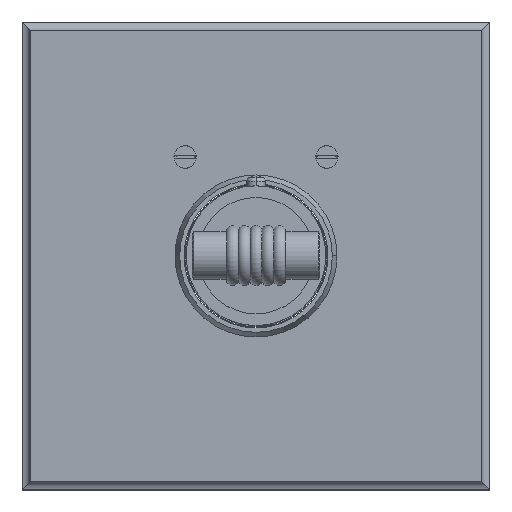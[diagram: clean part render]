
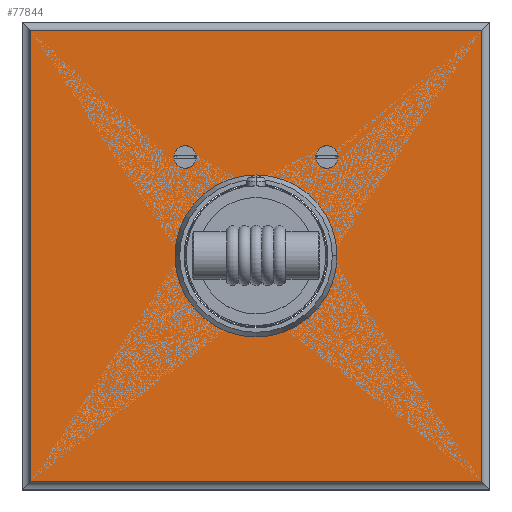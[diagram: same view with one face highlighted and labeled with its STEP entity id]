
A CAD part, top view. The second image highlights one B-rep face of the part: STEP entity #77844.
In plain terms, the highlighted planar face has unit normal (0, 0, 1).
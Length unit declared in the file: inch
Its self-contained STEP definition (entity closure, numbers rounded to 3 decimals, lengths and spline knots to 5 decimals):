
#77307=DIRECTION('',(0.,-1.,0.));
#77308=VECTOR('',#77307,6.27);
#77309=CARTESIAN_POINT('',(-3.135,3.135,0.313));
#77310=LINE('',#77309,#77308);
#77311=CARTESIAN_POINT('',(3.135,3.135,0.313));
#77321=DIRECTION('',(-1.,0.,0.));
#77322=VECTOR('',#77321,6.27);
#77323=CARTESIAN_POINT('',(3.135,3.135,0.313));
#77324=LINE('',#77323,#77322);
#77325=CARTESIAN_POINT('',(-3.135,3.135,0.313));
#77335=CARTESIAN_POINT('',(3.135,-3.135,0.313));
#77345=DIRECTION('',(0.,1.,0.));
#77346=VECTOR('',#77345,6.27);
#77347=CARTESIAN_POINT('',(3.135,-3.135,0.313));
#77348=LINE('',#77347,#77346);
#77349=CARTESIAN_POINT('',(-3.135,-3.135,0.313));
#77359=DIRECTION('',(1.,0.,0.));
#77360=VECTOR('',#77359,6.27);
#77361=CARTESIAN_POINT('',(-3.135,-3.135,0.313));
#77362=LINE('',#77361,#77360);
#77363=CARTESIAN_POINT('',(0.,0.,0.313));
#77364=DIRECTION('',(0.,0.,-1.));
#77365=DIRECTION('',(-1.,0.,0.));
#77366=AXIS2_PLACEMENT_3D('',#77363,#77364,#77365);
#77368=CARTESIAN_POINT('',(0.,0.,0.313));
#77369=DIRECTION('',(0.,0.,-1.));
#77370=DIRECTION('',(1.,0.,0.));
#77371=AXIS2_PLACEMENT_3D('',#77368,#77369,#77370);
#77373=CARTESIAN_POINT('',(-0.9845,1.375,0.313));
#77374=DIRECTION('',(0.,0.,1.));
#77375=DIRECTION('',(-1.,0.,0.));
#77376=AXIS2_PLACEMENT_3D('',#77373,#77374,#77375);
#77378=CARTESIAN_POINT('',(-0.9845,1.375,0.313));
#77379=DIRECTION('',(0.,0.,1.));
#77380=DIRECTION('',(1.,0.,0.));
#77381=AXIS2_PLACEMENT_3D('',#77378,#77379,#77380);
#77383=CARTESIAN_POINT('',(0.9845,1.375,0.313));
#77384=DIRECTION('',(0.,0.,-1.));
#77385=DIRECTION('',(1.,0.,0.));
#77386=AXIS2_PLACEMENT_3D('',#77383,#77384,#77385);
#77388=CARTESIAN_POINT('',(0.9845,1.375,0.313));
#77389=DIRECTION('',(0.,0.,-1.));
#77390=DIRECTION('',(-1.,0.,0.));
#77391=AXIS2_PLACEMENT_3D('',#77388,#77389,#77390);
#77683=VERTEX_POINT('',#77325);
#77687=VERTEX_POINT('',#77349);
#77691=VERTEX_POINT('',#77335);
#77695=VERTEX_POINT('',#77311);
#77699=CARTESIAN_POINT('',(-1.0525,0.,0.313));
#77700=CARTESIAN_POINT('',(1.0525,0.,0.313));
#77701=VERTEX_POINT('',#77699);
#77702=VERTEX_POINT('',#77700);
#77703=CARTESIAN_POINT('',(-1.141,1.375,0.313));
#77704=CARTESIAN_POINT('',(-0.828,1.375,0.313));
#77705=VERTEX_POINT('',#77703);
#77706=VERTEX_POINT('',#77704);
#77707=CARTESIAN_POINT('',(1.141,1.375,0.313));
#77708=CARTESIAN_POINT('',(0.828,1.375,0.313));
#77709=VERTEX_POINT('',#77707);
#77710=VERTEX_POINT('',#77708);
#77815=CARTESIAN_POINT('',(0.,0.,0.313));
#77816=DIRECTION('',(0.,0.,1.));
#77817=DIRECTION('',(1.,0.,0.));
#77818=AXIS2_PLACEMENT_3D('',#77815,#77816,#77817);
#77819=PLANE('',#77818);
#77820=ORIENTED_EDGE('',*,*,#77778,.F.);
#77821=ORIENTED_EDGE('',*,*,#77793,.F.);
#77822=ORIENTED_EDGE('',*,*,#77807,.F.);
#77823=ORIENTED_EDGE('',*,*,#77762,.F.);
#77824=EDGE_LOOP('',(#77820,#77821,#77822,#77823));
#77825=FACE_OUTER_BOUND('',#77824,.F.);
#77827=ORIENTED_EDGE('',*,*,#77826,.F.);
#77829=ORIENTED_EDGE('',*,*,#77828,.F.);
#77830=EDGE_LOOP('',(#77827,#77829));
#77831=FACE_BOUND('',#77830,.F.);
#77833=ORIENTED_EDGE('',*,*,#77832,.T.);
#77835=ORIENTED_EDGE('',*,*,#77834,.T.);
#77836=EDGE_LOOP('',(#77833,#77835));
#77837=FACE_BOUND('',#77836,.F.);
#77839=ORIENTED_EDGE('',*,*,#77838,.F.);
#77841=ORIENTED_EDGE('',*,*,#77840,.F.);
#77842=EDGE_LOOP('',(#77839,#77841));
#77843=FACE_BOUND('',#77842,.F.);
#77844=ADVANCED_FACE('',(#77825,#77831,#77837,#77843),#77819,.T.);
#77367=CIRCLE('',#77366,1.0525);
#77372=CIRCLE('',#77371,1.0525);
#77377=CIRCLE('',#77376,0.1565);
#77382=CIRCLE('',#77381,0.1565);
#77387=CIRCLE('',#77386,0.1565);
#77392=CIRCLE('',#77391,0.1565);
#77762=EDGE_CURVE('',#77683,#77687,#77310,.T.);
#77778=EDGE_CURVE('',#77695,#77683,#77324,.T.);
#77793=EDGE_CURVE('',#77691,#77695,#77348,.T.);
#77807=EDGE_CURVE('',#77687,#77691,#77362,.T.);
#77826=EDGE_CURVE('',#77701,#77702,#77367,.T.);
#77828=EDGE_CURVE('',#77702,#77701,#77372,.T.);
#77832=EDGE_CURVE('',#77705,#77706,#77377,.T.);
#77834=EDGE_CURVE('',#77706,#77705,#77382,.T.);
#77838=EDGE_CURVE('',#77709,#77710,#77387,.T.);
#77840=EDGE_CURVE('',#77710,#77709,#77392,.T.);
